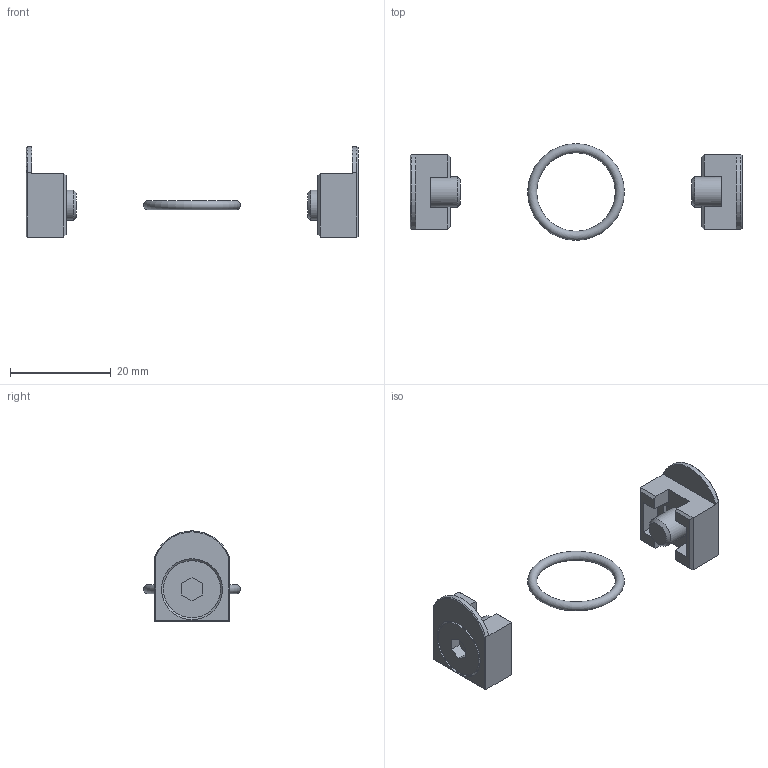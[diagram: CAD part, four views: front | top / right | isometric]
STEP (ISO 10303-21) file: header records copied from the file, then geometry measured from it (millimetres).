
FILE_DESCRIPTION( ( 'STEP AP203' ), '1' );
FILE_NAME( '9.9911.00.013.stp', '2018-12-13T15:15:44', ( '' ), ( '' ), ' ', 'PARTsolutions', ' ' );
FILE_SCHEMA( ( 'CONFIG_CONTROL_DESIGN' ) );
Length unit declared in the file: millimetre
Products named in the file (3): 9.9911.00.013; _KP 11 Z-P1; _KP 11-P22
Assembly tree (3 placements, depth 2):
  9.9911.00.013
    _KP 11 Z-P1  x2
    _KP 11-P22
Bounding box: 66 x 19.2 x 17.95 mm (x, y, z)
Volume: 2566.8 mm3; surface area: 2738 mm2
Topology: 3 solids, 3 shells, 113 faces, 290 edges, 187 vertices
Faces by surface type: plane 90, cylinder 16, cone 6, torus 1
Full cylindrical faces by diameter (mm): 6 x2, 11.34 x2, 12.1 x2
Entity records: 1757 total; most frequent: CARTESIAN_POINT 294, DIRECTION 277, ORIENTED_EDGE 272, EDGE_CURVE 136, LINE 113, VECTOR 113, VERTEX_POINT 91, AXIS2_PLACEMENT_3D 82
